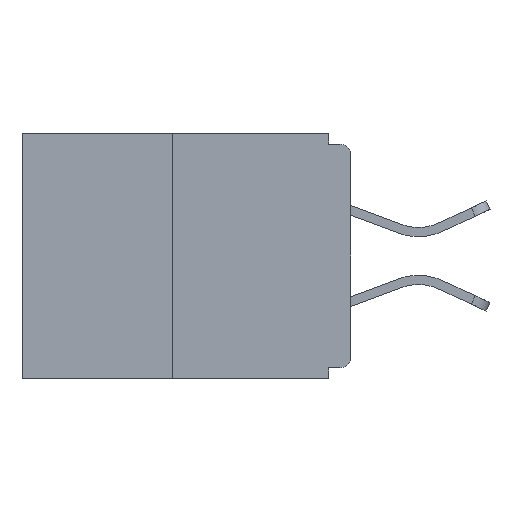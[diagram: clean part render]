
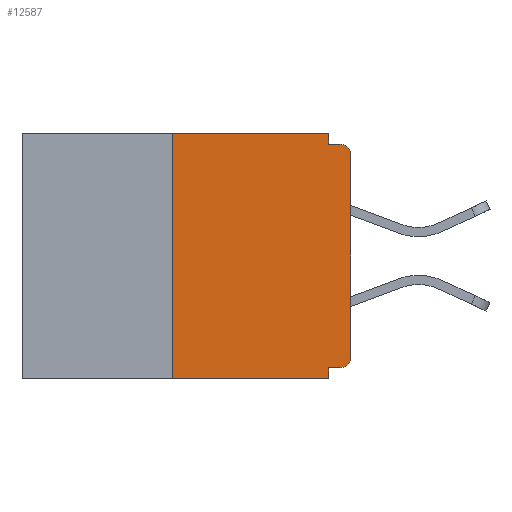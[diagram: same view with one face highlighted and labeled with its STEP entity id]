
A CAD part, left-side view. The second image highlights one B-rep face of the part: STEP entity #12587.
In plain terms, the highlighted planar face has unit normal (-1, 0, 0).
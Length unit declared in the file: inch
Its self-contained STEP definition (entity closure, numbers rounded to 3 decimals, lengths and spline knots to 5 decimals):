
#122 = AXIS2_PLACEMENT_3D ( 'NONE', #249, #19066, #18951 ) ;
#249 = CARTESIAN_POINT ( 'NONE',  ( 0., 0.46, 0. ) ) ;
#646 = DIRECTION ( 'NONE',  ( 0., 0., -1. ) ) ;
#1293 = CARTESIAN_POINT ( 'NONE',  ( 0., 0., -0.313 ) ) ;
#1477 = VERTEX_POINT ( 'NONE', #8575 ) ;
#1586 = LINE ( 'NONE', #4932, #15736 ) ;
#2243 = CARTESIAN_POINT ( 'NONE',  ( 0., 0.25, 0. ) ) ;
#2244 = EDGE_CURVE ( 'NONE', #7736, #3786, #4265, .T. ) ;
#2361 = CIRCLE ( 'NONE', #10564, 0.015 ) ;
#2481 = AXIS2_PLACEMENT_3D ( 'NONE', #20406, #10104, #8645 ) ;
#2608 = EDGE_CURVE ( 'NONE', #16954, #3786, #1586, .T. ) ;
#3758 = CARTESIAN_POINT ( 'NONE',  ( 0., 0.031, -0.343 ) ) ;
#3786 = VERTEX_POINT ( 'NONE', #21403 ) ;
#3870 = CARTESIAN_POINT ( 'NONE',  ( 0., 0.46, -0.343 ) ) ;
#3998 = CARTESIAN_POINT ( 'NONE',  ( 0., 0.015, -0.313 ) ) ;
#4091 = VERTEX_POINT ( 'NONE', #7061 ) ;
#4265 = CIRCLE ( 'NONE', #2481, 0.015 ) ;
#4932 = CARTESIAN_POINT ( 'NONE',  ( 0., 0., -0.015 ) ) ;
#5146 = ORIENTED_EDGE ( 'NONE', *, *, #2608, .F. ) ;
#5332 = DIRECTION ( 'NONE',  ( 0., -1., 0. ) ) ;
#5463 = VERTEX_POINT ( 'NONE', #2243 ) ;
#6225 = DIRECTION ( 'NONE',  ( 0., 0., 1. ) ) ;
#7061 = CARTESIAN_POINT ( 'NONE',  ( 0., 0.031, -0.328 ) ) ;
#7187 = PLANE ( 'NONE',  #122 ) ;
#7469 = DIRECTION ( 'NONE',  ( 0., 0., -1. ) ) ;
#7657 = EDGE_CURVE ( 'NONE', #14010, #10937, #11943, .T. ) ;
#7688 = ORIENTED_EDGE ( 'NONE', *, *, #21024, .F. ) ;
#7736 = VERTEX_POINT ( 'NONE', #19755 ) ;
#8013 = DIRECTION ( 'NONE',  ( 0., 0., -1. ) ) ;
#8199 = DIRECTION ( 'NONE',  ( 0., 0., 1. ) ) ;
#8575 = CARTESIAN_POINT ( 'NONE',  ( 0., 0.031, 0. ) ) ;
#8645 = DIRECTION ( 'NONE',  ( 0., 0., -1. ) ) ;
#8799 = VECTOR ( 'NONE', #8013, 39.37008 ) ;
#8976 = FACE_OUTER_BOUND ( 'NONE', #10778, .T. ) ;
#9410 = VECTOR ( 'NONE', #5332, 39.37008 ) ;
#9586 = CARTESIAN_POINT ( 'NONE',  ( 0., 0.46, 0. ) ) ;
#10104 = DIRECTION ( 'NONE',  ( -1., 0., 0. ) ) ;
#10189 = ORIENTED_EDGE ( 'NONE', *, *, #20333, .F. ) ;
#10492 = VECTOR ( 'NONE', #6225, 39.37008 ) ;
#10496 = CARTESIAN_POINT ( 'NONE',  ( 0., 0.031, -0.343 ) ) ;
#10564 = AXIS2_PLACEMENT_3D ( 'NONE', #3998, #19352, #7469 ) ;
#10724 = LINE ( 'NONE', #14106, #18065 ) ;
#10778 = EDGE_LOOP ( 'NONE', ( #18510, #7688, #12030, #10189, #14517, #17559, #11962, #12406, #5146, #17518 ) ) ;
#10937 = VERTEX_POINT ( 'NONE', #3758 ) ;
#11943 = LINE ( 'NONE', #3870, #9410 ) ;
#11962 = ORIENTED_EDGE ( 'NONE', *, *, #20398, .T. ) ;
#12030 = ORIENTED_EDGE ( 'NONE', *, *, #7657, .T. ) ;
#12406 = ORIENTED_EDGE ( 'NONE', *, *, #2244, .T. ) ;
#12587 = ADVANCED_FACE ( 'NONE', ( #8976 ), #7187, .F. ) ;
#14010 = VERTEX_POINT ( 'NONE', #14551 ) ;
#14106 = CARTESIAN_POINT ( 'NONE',  ( 0., 0., -0.328 ) ) ;
#14517 = ORIENTED_EDGE ( 'NONE', *, *, #14655, .F. ) ;
#14551 = CARTESIAN_POINT ( 'NONE',  ( 0., 0.25, -0.343 ) ) ;
#14655 = EDGE_CURVE ( 'NONE', #20627, #4091, #10724, .T. ) ;
#15736 = VECTOR ( 'NONE', #18385, 39.37008 ) ;
#15762 = LINE ( 'NONE', #10496, #21922 ) ;
#16080 = LINE ( 'NONE', #9586, #20870 ) ;
#16413 = DIRECTION ( 'NONE',  ( 0., -1., 0. ) ) ;
#16516 = LINE ( 'NONE', #18103, #10492 ) ;
#16708 = LINE ( 'NONE', #19961, #18727 ) ;
#16954 = VERTEX_POINT ( 'NONE', #19658 ) ;
#16956 = VERTEX_POINT ( 'NONE', #1293 ) ;
#17068 = CARTESIAN_POINT ( 'NONE',  ( 0., 0.015, -0.328 ) ) ;
#17518 = ORIENTED_EDGE ( 'NONE', *, *, #21792, .F. ) ;
#17559 = ORIENTED_EDGE ( 'NONE', *, *, #21543, .T. ) ;
#17570 = DIRECTION ( 'NONE',  ( 0., 1., 0. ) ) ;
#18065 = VECTOR ( 'NONE', #17570, 39.37008 ) ;
#18103 = CARTESIAN_POINT ( 'NONE',  ( 0., 0., 0. ) ) ;
#18385 = DIRECTION ( 'NONE',  ( 0., -1., 0. ) ) ;
#18510 = ORIENTED_EDGE ( 'NONE', *, *, #20449, .F. ) ;
#18727 = VECTOR ( 'NONE', #8199, 39.37008 ) ;
#18951 = DIRECTION ( 'NONE',  ( 0., 0., -1. ) ) ;
#19066 = DIRECTION ( 'NONE',  ( 1., 0., 0. ) ) ;
#19352 = DIRECTION ( 'NONE',  ( -1., 0., 0. ) ) ;
#19658 = CARTESIAN_POINT ( 'NONE',  ( 0., 0.031, -0.015 ) ) ;
#19755 = CARTESIAN_POINT ( 'NONE',  ( 0., 0., -0.03 ) ) ;
#19961 = CARTESIAN_POINT ( 'NONE',  ( 0., 0.25, 0. ) ) ;
#19993 = LINE ( 'NONE', #21566, #8799 ) ;
#20333 = EDGE_CURVE ( 'NONE', #4091, #10937, #15762, .T. ) ;
#20398 = EDGE_CURVE ( 'NONE', #16956, #7736, #16516, .T. ) ;
#20406 = CARTESIAN_POINT ( 'NONE',  ( 0., 0.015, -0.03 ) ) ;
#20449 = EDGE_CURVE ( 'NONE', #5463, #1477, #16080, .T. ) ;
#20627 = VERTEX_POINT ( 'NONE', #17068 ) ;
#20870 = VECTOR ( 'NONE', #16413, 39.37008 ) ;
#21024 = EDGE_CURVE ( 'NONE', #14010, #5463, #16708, .T. ) ;
#21403 = CARTESIAN_POINT ( 'NONE',  ( 0., 0.015, -0.015 ) ) ;
#21543 = EDGE_CURVE ( 'NONE', #20627, #16956, #2361, .T. ) ;
#21566 = CARTESIAN_POINT ( 'NONE',  ( 0., 0.031, 0. ) ) ;
#21792 = EDGE_CURVE ( 'NONE', #1477, #16954, #19993, .T. ) ;
#21922 = VECTOR ( 'NONE', #646, 39.37008 ) ;
